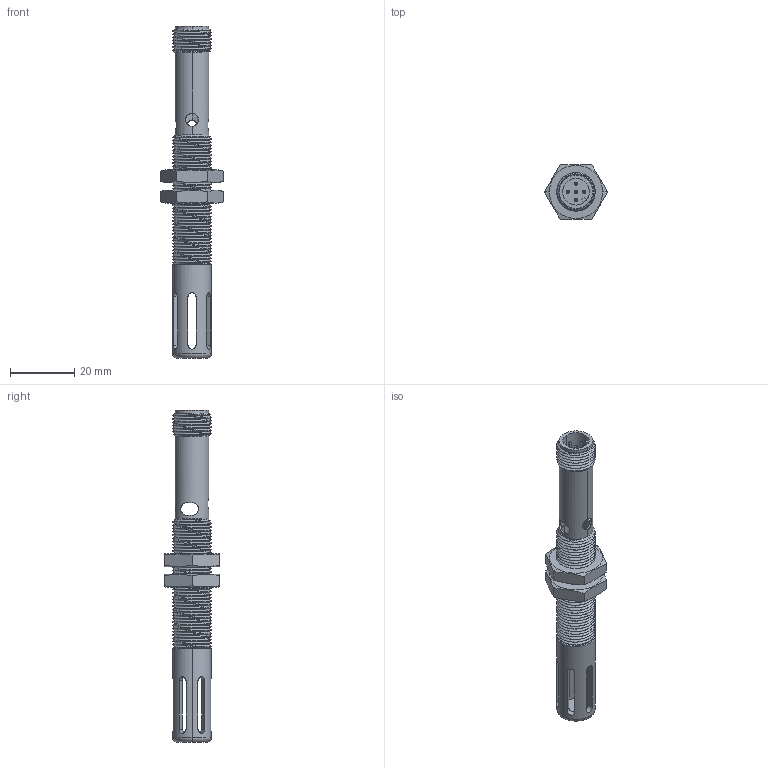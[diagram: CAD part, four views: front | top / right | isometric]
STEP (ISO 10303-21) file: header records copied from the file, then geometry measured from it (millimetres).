
FILE_DESCRIPTION((''),'2;1');
FILE_NAME('188765_ASM','2016-01-28T',('pdmadmin'),(''),'PRO/ENGINEER BY PARAMETRIC TECHNOLOGY CORPORATION, 2013230','PRO/ENGINEER BY PARAMETRIC TECHNOLOGY CORPORATION, 2013230','');
FILE_SCHEMA(('CONFIG_CONTROL_DESIGN'));
Products named in the file (6): 126202; 136846; 129572; 134478; 133776; 188765_ASM
Assembly tree (6 placements, depth 2):
  188765_ASM
    126202
    136846
    129572  x2
    134478
    133776
Bounding box: 19.57 x 16.95 x 103 mm (x, y, z)
Volume: 4881.1 mm3; surface area: 11064.1 mm2
Topology: 6 solids, 6 shells, 344 faces, 867 edges, 551 vertices
Faces by surface type: cylinder 186, plane 66, cone 44, bspline 44, torus 4
Entity records: 20512 total; most frequent: CARTESIAN_POINT 12966, ORIENTED_EDGE 1670, DIRECTION 1329, EDGE_CURVE 835, VERTEX_POINT 531, AXIS2_PLACEMENT_3D 510, EDGE_LOOP 372, FACE_OUTER_BOUND 330
